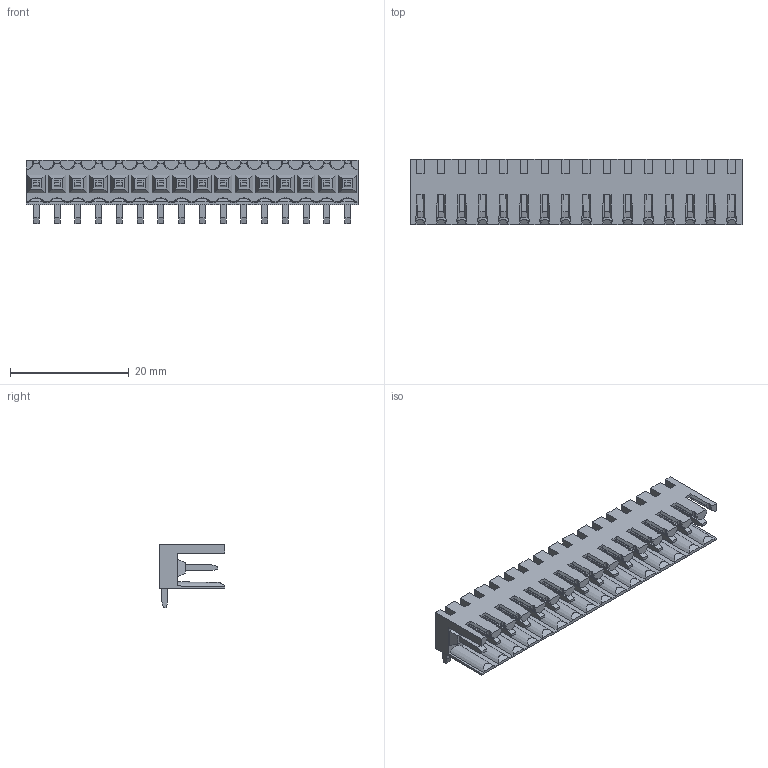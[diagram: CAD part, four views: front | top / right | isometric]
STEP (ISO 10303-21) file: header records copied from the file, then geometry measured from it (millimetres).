
FILE_DESCRIPTION(('CATIA V5 STEP Exchange','CAx-IF Rec.Pracs.--- Model Styling and Organization---1.2---2011-12-15'),'2;1');
FILE_NAME ('D1453059_0_1597350000_1597350000.stp','2018-10-10T04:58:40+00:00',('none'),('Weidmueller'),'CATIA Version 5-6 Release 2014','CATIA V5 STEP AP214','none');
FILE_SCHEMA(('AUTOMOTIVE_DESIGN { 1 0 10303 214 1 1 1 1 }'));
Length unit declared in the file: millimetre
Products named in the file (1): 1597350000
Bounding box: 56 x 11.05 x 10.65 mm (x, y, z)
Volume: 2023.1 mm3; surface area: 4822.3 mm2
Topology: 17 solids, 17 shells, 986 faces, 2912 edges, 1960 vertices
Faces by surface type: plane 810, cylinder 128, cone 48
Entity records: 30443 total; most frequent: CARTESIAN_POINT 6897, ORIENTED_EDGE 5824, DIRECTION 3416, EDGE_CURVE 2912, VECTOR 2040, LINE 2040, VERTEX_POINT 1960, EDGE_LOOP 1018
